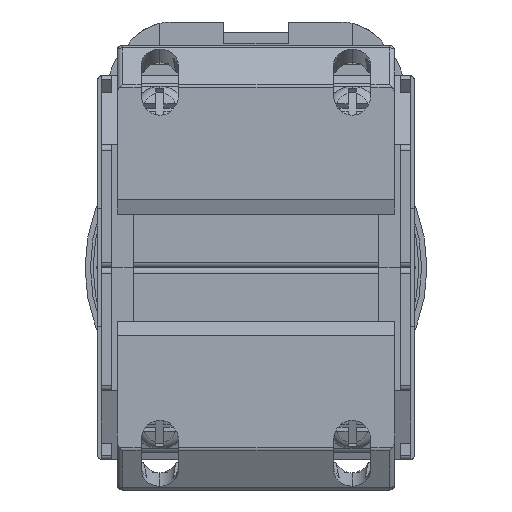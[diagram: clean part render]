
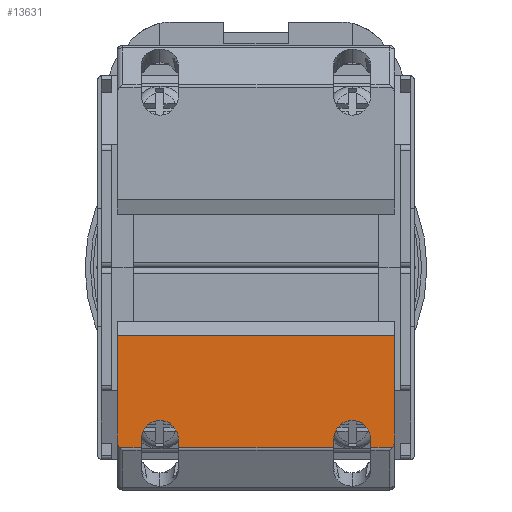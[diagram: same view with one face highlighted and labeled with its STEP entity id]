
A CAD part, front view. The second image highlights one B-rep face of the part: STEP entity #13631.
In plain terms, the highlighted planar face has unit normal (0, -1, 0).
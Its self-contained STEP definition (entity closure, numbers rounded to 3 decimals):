
#156 = ORIENTED_EDGE ( 'NONE', *, *, #2206, .F. ) ;
#174 = CARTESIAN_POINT ( 'NONE',  ( -7.25, -61.5, -16.86 ) ) ;
#309 = CARTESIAN_POINT ( 'NONE',  ( -13., -61.5, -6.374 ) ) ;
#349 = CARTESIAN_POINT ( 'NONE',  ( -13., -61.5, -16.382 ) ) ;
#506 = CARTESIAN_POINT ( 'NONE',  ( 7.25, -61.5, -16.185 ) ) ;
#816 = VECTOR ( 'NONE', #19804, 1000. ) ;
#948 = VECTOR ( 'NONE', #18040, 1000. ) ;
#1160 = VERTEX_POINT ( 'NONE', #6474 ) ;
#1180 = CARTESIAN_POINT ( 'NONE',  ( -13., -61.5, -6.374 ) ) ;
#1250 = LINE ( 'NONE', #11896, #5825 ) ;
#1256 = DIRECTION ( 'NONE',  ( -1., 0., 0. ) ) ;
#1531 = VERTEX_POINT ( 'NONE', #309 ) ;
#1576 = CARTESIAN_POINT ( 'NONE',  ( 13., -61.5, -6.374 ) ) ;
#1644 = DIRECTION ( 'NONE',  ( -1., 0., 0. ) ) ;
#1777 = CARTESIAN_POINT ( 'NONE',  ( 7.25, -61.5, -16.86 ) ) ;
#1920 = EDGE_CURVE ( 'NONE', #12274, #13275, #7119, .T. ) ;
#2072 =( BOUNDED_CURVE ( )  B_SPLINE_CURVE ( 3, ( #9965, #11468, #2270, #13116 ),
 .UNSPECIFIED., .F., .F. ) 
 B_SPLINE_CURVE_WITH_KNOTS ( ( 4, 4 ),
 ( 4.712, 7.854 ),
 .UNSPECIFIED. ) 
 CURVE ( )  GEOMETRIC_REPRESENTATION_ITEM ( )  RATIONAL_B_SPLINE_CURVE ( ( 1., 0.333, 0.333, 1. ) ) 
 REPRESENTATION_ITEM ( '' )  );
#2206 = EDGE_CURVE ( 'NONE', #6920, #7406, #20127, .T. ) ;
#2270 = CARTESIAN_POINT ( 'NONE',  ( -7.25, -61.5, -12.377 ) ) ;
#2303 = CARTESIAN_POINT ( 'NONE',  ( -13., -61.5, -16.039 ) ) ;
#2488 = LINE ( 'NONE', #12573, #10221 ) ;
#2612 = DIRECTION ( 'NONE',  ( 0., 0., 1. ) ) ;
#3114 = EDGE_CURVE ( 'NONE', #19230, #1160, #2072, .T. ) ;
#3371 = CARTESIAN_POINT ( 'NONE',  ( 13., -61.5, -16.382 ) ) ;
#3457 = DIRECTION ( 'NONE',  ( 0., 0., 1. ) ) ;
#3658 = CARTESIAN_POINT ( 'NONE',  ( -10.75, -61.5, -16.185 ) ) ;
#3958 = CARTESIAN_POINT ( 'NONE',  ( 10.75, -61.5, -16.86 ) ) ;
#3973 = CARTESIAN_POINT ( 'NONE',  ( 13., -61.5, -6.374 ) ) ;
#4109 = FACE_OUTER_BOUND ( 'NONE', #18259, .T. ) ;
#4336 = LINE ( 'NONE', #19540, #8454 ) ;
#4386 = VERTEX_POINT ( 'NONE', #3973 ) ;
#4791 = ORIENTED_EDGE ( 'NONE', *, *, #6667, .T. ) ;
#4931 = CARTESIAN_POINT ( 'NONE',  ( -12.913, -61.5, -16.681 ) ) ;
#4947 = ORIENTED_EDGE ( 'NONE', *, *, #14256, .T. ) ;
#5013 = CARTESIAN_POINT ( 'NONE',  ( -13., -61.5, -16.039 ) ) ;
#5296 = DIRECTION ( 'NONE',  ( 0., 1., 0. ) ) ;
#5398 = LINE ( 'NONE', #7316, #816 ) ;
#5760 = CARTESIAN_POINT ( 'NONE',  ( 10.75, -61.5, -12.377 ) ) ;
#5825 = VECTOR ( 'NONE', #2612, 1000. ) ;
#6151 = VERTEX_POINT ( 'NONE', #12320 ) ;
#6474 = CARTESIAN_POINT ( 'NONE',  ( -7.25, -61.5, -16.185 ) ) ;
#6489 = CARTESIAN_POINT ( 'NONE',  ( 12.76, -61.5, -16.86 ) ) ;
#6667 = EDGE_CURVE ( 'NONE', #4386, #1531, #18585, .T. ) ;
#6920 = VERTEX_POINT ( 'NONE', #10155 ) ;
#6935 = ORIENTED_EDGE ( 'NONE', *, *, #15092, .F. ) ;
#6960 = CARTESIAN_POINT ( 'NONE',  ( -10.75, -61.5, -16.86 ) ) ;
#7119 =( BOUNDED_CURVE ( )  B_SPLINE_CURVE ( 3, ( #7298, #16633, #5760, #18225 ),
 .UNSPECIFIED., .F., .F. ) 
 B_SPLINE_CURVE_WITH_KNOTS ( ( 4, 4 ),
 ( 4.712, 7.854 ),
 .UNSPECIFIED. ) 
 CURVE ( )  GEOMETRIC_REPRESENTATION_ITEM ( )  RATIONAL_B_SPLINE_CURVE ( ( 1., 0.333, 0.333, 1. ) ) 
 REPRESENTATION_ITEM ( '' )  );
#7298 = CARTESIAN_POINT ( 'NONE',  ( 7.25, -61.5, -16.185 ) ) ;
#7316 = CARTESIAN_POINT ( 'NONE',  ( 10.75, -61.5, -6.374 ) ) ;
#7406 = VERTEX_POINT ( 'NONE', #2303 ) ;
#7568 = EDGE_CURVE ( 'NONE', #13275, #13037, #5398, .T. ) ;
#7641 = LINE ( 'NONE', #19860, #10822 ) ;
#7775 = EDGE_CURVE ( 'NONE', #1160, #7782, #2488, .T. ) ;
#7782 = VERTEX_POINT ( 'NONE', #174 ) ;
#7850 = ORIENTED_EDGE ( 'NONE', *, *, #9315, .F. ) ;
#8039 = ORIENTED_EDGE ( 'NONE', *, *, #20095, .T. ) ;
#8104 = LINE ( 'NONE', #9628, #16400 ) ;
#8175 = AXIS2_PLACEMENT_3D ( 'NONE', #14605, #5296, #16170 ) ;
#8350 = VERTEX_POINT ( 'NONE', #11632 ) ;
#8454 = VECTOR ( 'NONE', #11753, 1000. ) ;
#8456 = LINE ( 'NONE', #1180, #8925 ) ;
#8925 = VECTOR ( 'NONE', #11999, 1000. ) ;
#9158 = ORIENTED_EDGE ( 'NONE', *, *, #1920, .T. ) ;
#9182 = ORIENTED_EDGE ( 'NONE', *, *, #14538, .F. ) ;
#9315 = EDGE_CURVE ( 'NONE', #6151, #13037, #4336, .T. ) ;
#9628 = CARTESIAN_POINT ( 'NONE',  ( -10.75, -61.5, -6.374 ) ) ;
#9928 = LINE ( 'NONE', #16674, #17762 ) ;
#9965 = CARTESIAN_POINT ( 'NONE',  ( -10.75, -61.5, -16.185 ) ) ;
#10155 = CARTESIAN_POINT ( 'NONE',  ( -12.76, -61.5, -16.86 ) ) ;
#10221 = VECTOR ( 'NONE', #14150, 1000. ) ;
#10272 = VECTOR ( 'NONE', #1644, 1000. ) ;
#10822 = VECTOR ( 'NONE', #1256, 1000. ) ;
#10997 = ORIENTED_EDGE ( 'NONE', *, *, #7775, .T. ) ;
#11080 = LINE ( 'NONE', #16449, #948 ) ;
#11330 = ORIENTED_EDGE ( 'NONE', *, *, #3114, .T. ) ;
#11468 = CARTESIAN_POINT ( 'NONE',  ( -10.75, -61.5, -12.377 ) ) ;
#11632 = CARTESIAN_POINT ( 'NONE',  ( 13., -61.5, -16.039 ) ) ;
#11753 = DIRECTION ( 'NONE',  ( -1., 0., 0. ) ) ;
#11896 = CARTESIAN_POINT ( 'NONE',  ( 7.25, -61.5, -6.374 ) ) ;
#11999 = DIRECTION ( 'NONE',  ( 0., 0., 1. ) ) ;
#12274 = VERTEX_POINT ( 'NONE', #506 ) ;
#12320 = CARTESIAN_POINT ( 'NONE',  ( 12.76, -61.5, -16.86 ) ) ;
#12385 = ORIENTED_EDGE ( 'NONE', *, *, #18622, .T. ) ;
#12473 =( BOUNDED_CURVE ( )  B_SPLINE_CURVE ( 3, ( #19484, #3371, #15816, #6489 ),
 .UNSPECIFIED., .F., .F. ) 
 B_SPLINE_CURVE_WITH_KNOTS ( ( 4, 4 ),
 ( 4.712, 5.736 ),
 .UNSPECIFIED. ) 
 CURVE ( )  GEOMETRIC_REPRESENTATION_ITEM ( )  RATIONAL_B_SPLINE_CURVE ( ( 1., 0.915, 0.915, 1. ) ) 
 REPRESENTATION_ITEM ( '' )  );
#12567 = EDGE_CURVE ( 'NONE', #18287, #6920, #9928, .T. ) ;
#12573 = CARTESIAN_POINT ( 'NONE',  ( -7.25, -61.5, -6.374 ) ) ;
#13037 = VERTEX_POINT ( 'NONE', #3958 ) ;
#13116 = CARTESIAN_POINT ( 'NONE',  ( -7.25, -61.5, -16.185 ) ) ;
#13219 = CARTESIAN_POINT ( 'NONE',  ( 10.75, -61.5, -16.185 ) ) ;
#13275 = VERTEX_POINT ( 'NONE', #13219 ) ;
#13557 = EDGE_CURVE ( 'NONE', #14699, #7782, #7641, .T. ) ;
#13631 = ADVANCED_FACE ( 'NONE', ( #4109 ), #17696, .F. ) ;
#14150 = DIRECTION ( 'NONE',  ( 0., 0., -1. ) ) ;
#14256 = EDGE_CURVE ( 'NONE', #14699, #12274, #1250, .T. ) ;
#14327 = CARTESIAN_POINT ( 'NONE',  ( -12.76, -61.5, -16.86 ) ) ;
#14538 = EDGE_CURVE ( 'NONE', #7406, #1531, #8456, .T. ) ;
#14605 = CARTESIAN_POINT ( 'NONE',  ( 13., -61.5, -6.374 ) ) ;
#14699 = VERTEX_POINT ( 'NONE', #1777 ) ;
#15092 = EDGE_CURVE ( 'NONE', #8350, #6151, #12473, .T. ) ;
#15816 = CARTESIAN_POINT ( 'NONE',  ( 12.913, -61.5, -16.681 ) ) ;
#16170 = DIRECTION ( 'NONE',  ( 0., 0., -1. ) ) ;
#16400 = VECTOR ( 'NONE', #3457, 1000. ) ;
#16449 = CARTESIAN_POINT ( 'NONE',  ( 13., -61.5, -6.374 ) ) ;
#16633 = CARTESIAN_POINT ( 'NONE',  ( 7.25, -61.5, -12.377 ) ) ;
#16674 = CARTESIAN_POINT ( 'NONE',  ( 13., -61.5, -16.86 ) ) ;
#17696 = PLANE ( 'NONE',  #8175 ) ;
#17762 = VECTOR ( 'NONE', #18273, 1000. ) ;
#18040 = DIRECTION ( 'NONE',  ( 0., 0., 1. ) ) ;
#18225 = CARTESIAN_POINT ( 'NONE',  ( 10.75, -61.5, -16.185 ) ) ;
#18259 = EDGE_LOOP ( 'NONE', ( #4947, #9158, #19387, #7850, #6935, #8039, #4791, #9182, #156, #19004, #12385, #11330, #10997, #19082 ) ) ;
#18273 = DIRECTION ( 'NONE',  ( -1., 0., 0. ) ) ;
#18287 = VERTEX_POINT ( 'NONE', #6960 ) ;
#18585 = LINE ( 'NONE', #1576, #10272 ) ;
#18622 = EDGE_CURVE ( 'NONE', #18287, #19230, #8104, .T. ) ;
#19004 = ORIENTED_EDGE ( 'NONE', *, *, #12567, .F. ) ;
#19082 = ORIENTED_EDGE ( 'NONE', *, *, #13557, .F. ) ;
#19230 = VERTEX_POINT ( 'NONE', #3658 ) ;
#19387 = ORIENTED_EDGE ( 'NONE', *, *, #7568, .T. ) ;
#19484 = CARTESIAN_POINT ( 'NONE',  ( 13., -61.5, -16.039 ) ) ;
#19540 = CARTESIAN_POINT ( 'NONE',  ( 13., -61.5, -16.86 ) ) ;
#19804 = DIRECTION ( 'NONE',  ( 0., 0., -1. ) ) ;
#19860 = CARTESIAN_POINT ( 'NONE',  ( 13., -61.5, -16.86 ) ) ;
#20095 = EDGE_CURVE ( 'NONE', #8350, #4386, #11080, .T. ) ;
#20127 =( BOUNDED_CURVE ( )  B_SPLINE_CURVE ( 3, ( #14327, #4931, #349, #5013 ),
 .UNSPECIFIED., .F., .F. ) 
 B_SPLINE_CURVE_WITH_KNOTS ( ( 4, 4 ),
 ( 3.689, 4.712 ),
 .UNSPECIFIED. ) 
 CURVE ( )  GEOMETRIC_REPRESENTATION_ITEM ( )  RATIONAL_B_SPLINE_CURVE ( ( 1., 0.915, 0.915, 1. ) ) 
 REPRESENTATION_ITEM ( '' )  );
